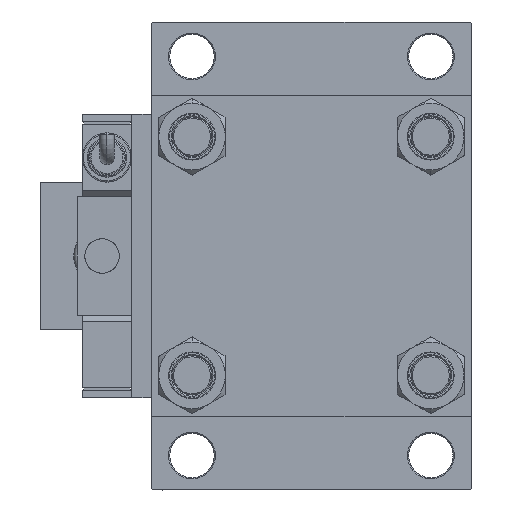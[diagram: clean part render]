
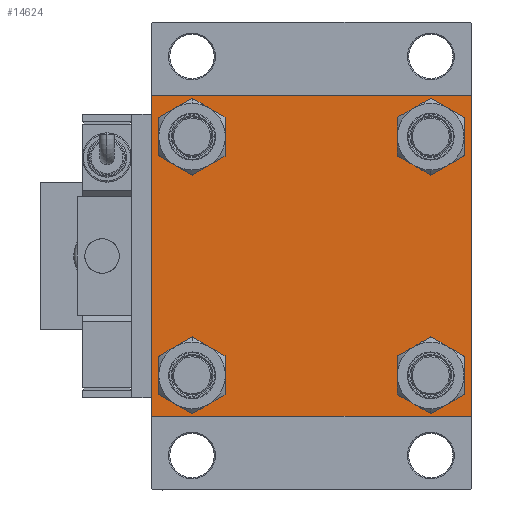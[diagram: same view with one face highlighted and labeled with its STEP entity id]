
A CAD part, left-side view. The second image highlights one B-rep face of the part: STEP entity #14624.
In plain terms, the highlighted planar face has unit normal (-1, 0, 0).
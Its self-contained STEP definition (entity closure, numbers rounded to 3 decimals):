
#483 = DIRECTION ( 'NONE',  ( 1., 0., 0. ) ) ;
#653 = CIRCLE ( 'NONE', #30171, 8.5 ) ;
#749 = EDGE_CURVE ( 'NONE', #42112, #5691, #44596, .T. ) ;
#803 = CARTESIAN_POINT ( 'NONE',  ( 0., -48.45, 39.95 ) ) ;
#909 = VERTEX_POINT ( 'NONE', #29308 ) ;
#1183 = FACE_BOUND ( 'NONE', #14305, .T. ) ;
#1322 = EDGE_LOOP ( 'NONE', ( #17889, #51034, #26734, #10200, #17760, #32216, #49512, #32880 ) ) ;
#1449 = EDGE_CURVE ( 'NONE', #31282, #25339, #7165, .T. ) ;
#2784 = CARTESIAN_POINT ( 'NONE',  ( 0., 48.45, 56.95 ) ) ;
#2916 = LINE ( 'NONE', #5986, #28348 ) ;
#2947 = EDGE_CURVE ( 'NONE', #21908, #18440, #34796, .T. ) ;
#3983 = AXIS2_PLACEMENT_3D ( 'NONE', #49709, #28987, #8301 ) ;
#4391 = ORIENTED_EDGE ( 'NONE', *, *, #38620, .T. ) ;
#4401 = LINE ( 'NONE', #27618, #39136 ) ;
#5060 = LINE ( 'NONE', #45365, #44840 ) ;
#5100 = LINE ( 'NONE', #21682, #15761 ) ;
#5120 = EDGE_CURVE ( 'NONE', #31282, #51342, #5100, .T. ) ;
#5691 = VERTEX_POINT ( 'NONE', #45007 ) ;
#5986 = CARTESIAN_POINT ( 'NONE',  ( 0., -64.75, 64.75 ) ) ;
#7165 = LINE ( 'NONE', #28383, #30411 ) ;
#7291 = CARTESIAN_POINT ( 'NONE',  ( 0., 64.75, -64.75 ) ) ;
#7873 = VERTEX_POINT ( 'NONE', #22005 ) ;
#8301 = DIRECTION ( 'NONE',  ( 0., 0., 1. ) ) ;
#8681 = AXIS2_PLACEMENT_3D ( 'NONE', #46385, #12333, #33821 ) ;
#9822 = CIRCLE ( 'NONE', #40244, 8.5 ) ;
#10200 = ORIENTED_EDGE ( 'NONE', *, *, #49357, .T. ) ;
#10387 = ORIENTED_EDGE ( 'NONE', *, *, #21071, .T. ) ;
#10639 = DIRECTION ( 'NONE',  ( 1., 0., 0. ) ) ;
#11330 = DIRECTION ( 'NONE',  ( 0., 0.707, 0.707 ) ) ;
#11496 = CIRCLE ( 'NONE', #44539, 8.5 ) ;
#12186 = CARTESIAN_POINT ( 'NONE',  ( 0., -48.45, 48.45 ) ) ;
#12333 = DIRECTION ( 'NONE',  ( -1., 0., 0. ) ) ;
#12947 = VERTEX_POINT ( 'NONE', #42569 ) ;
#13126 = AXIS2_PLACEMENT_3D ( 'NONE', #43341, #18549, #22622 ) ;
#14069 = DIRECTION ( 'NONE',  ( 0., -1., 0. ) ) ;
#14305 = EDGE_LOOP ( 'NONE', ( #16954, #44179 ) ) ;
#14624 = ADVANCED_FACE ( 'NONE', ( #16684, #38467, #21567, #1183, #49655 ), #29742, .T. ) ;
#15761 = VECTOR ( 'NONE', #14069, 1000. ) ;
#15964 = CARTESIAN_POINT ( 'NONE',  ( 0., 65., -65. ) ) ;
#16684 = FACE_BOUND ( 'NONE', #19683, .T. ) ;
#16954 = ORIENTED_EDGE ( 'NONE', *, *, #2947, .T. ) ;
#16987 = VERTEX_POINT ( 'NONE', #803 ) ;
#17114 = CARTESIAN_POINT ( 'NONE',  ( 0., 65., 64.5 ) ) ;
#17421 = CARTESIAN_POINT ( 'NONE',  ( 0., 48.45, 48.45 ) ) ;
#17603 = EDGE_CURVE ( 'NONE', #44583, #34775, #18366, .T. ) ;
#17760 = ORIENTED_EDGE ( 'NONE', *, *, #34530, .F. ) ;
#17790 = VECTOR ( 'NONE', #27944, 1000. ) ;
#17889 = ORIENTED_EDGE ( 'NONE', *, *, #37940, .T. ) ;
#18366 = CIRCLE ( 'NONE', #36593, 8.5 ) ;
#18407 = VERTEX_POINT ( 'NONE', #28177 ) ;
#18440 = VERTEX_POINT ( 'NONE', #20533 ) ;
#18549 = DIRECTION ( 'NONE',  ( 1., 0., 0. ) ) ;
#19121 = VERTEX_POINT ( 'NONE', #39712 ) ;
#19140 = AXIS2_PLACEMENT_3D ( 'NONE', #17421, #21489, #41658 ) ;
#19683 = EDGE_LOOP ( 'NONE', ( #26603, #29217 ) ) ;
#20531 = CARTESIAN_POINT ( 'NONE',  ( 0., 65., 65. ) ) ;
#20533 = CARTESIAN_POINT ( 'NONE',  ( 0., 48.45, 39.95 ) ) ;
#20831 = DIRECTION ( 'NONE',  ( 0., -0.707, 0.707 ) ) ;
#21071 = EDGE_CURVE ( 'NONE', #7873, #909, #9822, .T. ) ;
#21489 = DIRECTION ( 'NONE',  ( 1., 0., 0. ) ) ;
#21567 = FACE_BOUND ( 'NONE', #39731, .T. ) ;
#21682 = CARTESIAN_POINT ( 'NONE',  ( 0., 65., 65. ) ) ;
#21908 = VERTEX_POINT ( 'NONE', #2784 ) ;
#22005 = CARTESIAN_POINT ( 'NONE',  ( 0., 48.45, -56.95 ) ) ;
#22145 = DIRECTION ( 'NONE',  ( 0., 0., 1. ) ) ;
#22301 = VERTEX_POINT ( 'NONE', #31553 ) ;
#22622 = DIRECTION ( 'NONE',  ( 0., 0., 1. ) ) ;
#22881 = EDGE_CURVE ( 'NONE', #5691, #22301, #44562, .T. ) ;
#23885 = DIRECTION ( 'NONE',  ( 0., -0.707, -0.707 ) ) ;
#24354 = ORIENTED_EDGE ( 'NONE', *, *, #30403, .T. ) ;
#24511 = CARTESIAN_POINT ( 'NONE',  ( 0., 48.45, -48.45 ) ) ;
#25339 = VERTEX_POINT ( 'NONE', #17114 ) ;
#26603 = ORIENTED_EDGE ( 'NONE', *, *, #50154, .T. ) ;
#26734 = ORIENTED_EDGE ( 'NONE', *, *, #22881, .T. ) ;
#26917 = VECTOR ( 'NONE', #23885, 1000. ) ;
#27618 = CARTESIAN_POINT ( 'NONE',  ( 0., -65., 65. ) ) ;
#27850 = DIRECTION ( 'NONE',  ( 0., 0.707, -0.707 ) ) ;
#27944 = DIRECTION ( 'NONE',  ( 0., -1., 0. ) ) ;
#28177 = CARTESIAN_POINT ( 'NONE',  ( 0., -65., 64.5 ) ) ;
#28201 = CARTESIAN_POINT ( 'NONE',  ( 0., 64.5, 65. ) ) ;
#28348 = VECTOR ( 'NONE', #11330, 1000. ) ;
#28383 = CARTESIAN_POINT ( 'NONE',  ( 0., 64.75, 64.75 ) ) ;
#28987 = DIRECTION ( 'NONE',  ( 1., 0., 0. ) ) ;
#29177 = CIRCLE ( 'NONE', #3983, 8.5 ) ;
#29217 = ORIENTED_EDGE ( 'NONE', *, *, #35904, .T. ) ;
#29308 = CARTESIAN_POINT ( 'NONE',  ( 0., 48.45, -39.95 ) ) ;
#29742 = PLANE ( 'NONE',  #8681 ) ;
#30046 = DIRECTION ( 'NONE',  ( 1., 0., 0. ) ) ;
#30171 = AXIS2_PLACEMENT_3D ( 'NONE', #43587, #35128, #43318 ) ;
#30403 = EDGE_CURVE ( 'NONE', #34775, #44583, #29177, .T. ) ;
#30411 = VECTOR ( 'NONE', #27850, 1000. ) ;
#31282 = VERTEX_POINT ( 'NONE', #28201 ) ;
#31553 = CARTESIAN_POINT ( 'NONE',  ( 0., -64.5, -65. ) ) ;
#31730 = DIRECTION ( 'NONE',  ( 0., 0., -1. ) ) ;
#32216 = ORIENTED_EDGE ( 'NONE', *, *, #50364, .T. ) ;
#32247 = CIRCLE ( 'NONE', #13126, 8.5 ) ;
#32880 = ORIENTED_EDGE ( 'NONE', *, *, #1449, .T. ) ;
#33821 = DIRECTION ( 'NONE',  ( 0., 0., 1. ) ) ;
#34530 = EDGE_CURVE ( 'NONE', #18407, #12947, #4401, .T. ) ;
#34775 = VERTEX_POINT ( 'NONE', #51482 ) ;
#34796 = CIRCLE ( 'NONE', #19140, 8.5 ) ;
#35128 = DIRECTION ( 'NONE',  ( 1., 0., 0. ) ) ;
#35904 = EDGE_CURVE ( 'NONE', #16987, #19121, #32247, .T. ) ;
#36593 = AXIS2_PLACEMENT_3D ( 'NONE', #42863, #30046, #22145 ) ;
#37035 = DIRECTION ( 'NONE',  ( 1., 0., 0. ) ) ;
#37940 = EDGE_CURVE ( 'NONE', #25339, #42112, #44533, .T. ) ;
#38467 = FACE_BOUND ( 'NONE', #50878, .T. ) ;
#38620 = EDGE_CURVE ( 'NONE', #909, #7873, #11496, .T. ) ;
#39136 = VECTOR ( 'NONE', #48603, 1000. ) ;
#39712 = CARTESIAN_POINT ( 'NONE',  ( 0., -48.45, 56.95 ) ) ;
#39731 = EDGE_LOOP ( 'NONE', ( #4391, #10387 ) ) ;
#40244 = AXIS2_PLACEMENT_3D ( 'NONE', #24511, #37035, #44678 ) ;
#41658 = DIRECTION ( 'NONE',  ( 0., 0., 1. ) ) ;
#42112 = VERTEX_POINT ( 'NONE', #52638 ) ;
#42280 = AXIS2_PLACEMENT_3D ( 'NONE', #12186, #483, #45951 ) ;
#42569 = CARTESIAN_POINT ( 'NONE',  ( 0., -65., -64.5 ) ) ;
#42863 = CARTESIAN_POINT ( 'NONE',  ( 0., -48.45, -48.45 ) ) ;
#43318 = DIRECTION ( 'NONE',  ( 0., 0., 1. ) ) ;
#43341 = CARTESIAN_POINT ( 'NONE',  ( 0., -48.45, 48.45 ) ) ;
#43587 = CARTESIAN_POINT ( 'NONE',  ( 0., 48.45, 48.45 ) ) ;
#43870 = CARTESIAN_POINT ( 'NONE',  ( 0., 48.45, -48.45 ) ) ;
#44179 = ORIENTED_EDGE ( 'NONE', *, *, #52209, .T. ) ;
#44533 = LINE ( 'NONE', #20531, #48032 ) ;
#44539 = AXIS2_PLACEMENT_3D ( 'NONE', #43870, #10639, #48235 ) ;
#44562 = LINE ( 'NONE', #15964, #17790 ) ;
#44583 = VERTEX_POINT ( 'NONE', #47872 ) ;
#44596 = LINE ( 'NONE', #7291, #26917 ) ;
#44678 = DIRECTION ( 'NONE',  ( 0., 0., 1. ) ) ;
#44840 = VECTOR ( 'NONE', #20831, 1000. ) ;
#45007 = CARTESIAN_POINT ( 'NONE',  ( 0., 64.5, -65. ) ) ;
#45365 = CARTESIAN_POINT ( 'NONE',  ( 0., -64.75, -64.75 ) ) ;
#45951 = DIRECTION ( 'NONE',  ( 0., 0., 1. ) ) ;
#46385 = CARTESIAN_POINT ( 'NONE',  ( 0., 0., 0. ) ) ;
#46646 = CIRCLE ( 'NONE', #42280, 8.5 ) ;
#47420 = ORIENTED_EDGE ( 'NONE', *, *, #17603, .T. ) ;
#47872 = CARTESIAN_POINT ( 'NONE',  ( 0., -48.45, -39.95 ) ) ;
#48032 = VECTOR ( 'NONE', #31730, 1000. ) ;
#48235 = DIRECTION ( 'NONE',  ( 0., 0., 1. ) ) ;
#48603 = DIRECTION ( 'NONE',  ( 0., 0., -1. ) ) ;
#49357 = EDGE_CURVE ( 'NONE', #22301, #12947, #5060, .T. ) ;
#49512 = ORIENTED_EDGE ( 'NONE', *, *, #5120, .F. ) ;
#49655 = FACE_OUTER_BOUND ( 'NONE', #1322, .T. ) ;
#49709 = CARTESIAN_POINT ( 'NONE',  ( 0., -48.45, -48.45 ) ) ;
#50154 = EDGE_CURVE ( 'NONE', #19121, #16987, #46646, .T. ) ;
#50364 = EDGE_CURVE ( 'NONE', #18407, #51342, #2916, .T. ) ;
#50878 = EDGE_LOOP ( 'NONE', ( #47420, #24354 ) ) ;
#51034 = ORIENTED_EDGE ( 'NONE', *, *, #749, .T. ) ;
#51342 = VERTEX_POINT ( 'NONE', #53591 ) ;
#51482 = CARTESIAN_POINT ( 'NONE',  ( 0., -48.45, -56.95 ) ) ;
#52209 = EDGE_CURVE ( 'NONE', #18440, #21908, #653, .T. ) ;
#52638 = CARTESIAN_POINT ( 'NONE',  ( 0., 65., -64.5 ) ) ;
#53591 = CARTESIAN_POINT ( 'NONE',  ( 0., -64.5, 65. ) ) ;
